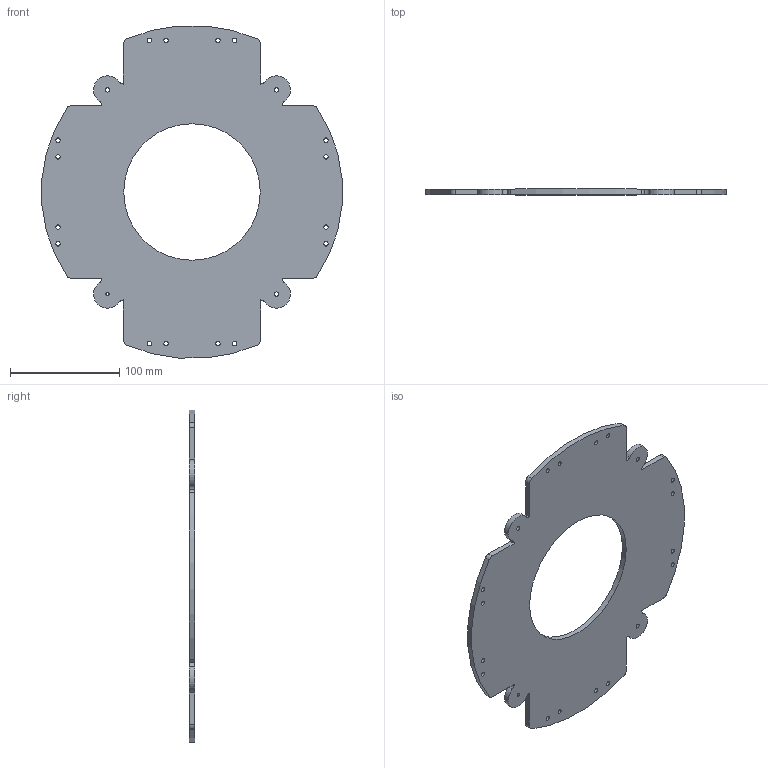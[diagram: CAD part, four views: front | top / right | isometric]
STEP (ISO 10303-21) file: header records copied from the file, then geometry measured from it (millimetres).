
FILE_DESCRIPTION(/* description */ (''),/* implementation_level */ '2;1');
FILE_NAME(/* name */ '1-Device base.step',/* time_stamp */ '2018-10-11T13:45:06+02:00',/* author */ ('Rodrigo HC'),/* organization */ (''),/* preprocessor_version */ 'ST-DEVELOPER v16.1',/* originating_system */ 'Autodesk Inventor 2016',/* authorisation */ '');
FILE_SCHEMA (('AUTOMOTIVE_DESIGN { 1 0 10303 214 3 1 1 }'));
Length unit declared in the file: millimetre
Products named in the file (1): baseTOTAL
Bounding box: 275.02 x 5 x 304.01 mm (x, y, z)
Volume: 242011.7 mm3; surface area: 105457.3 mm2
Topology: 1 solids, 1 shells, 55 faces, 159 edges, 106 vertices
Faces by surface type: cylinder 45, plane 10
Full cylindrical faces by diameter (mm): 3 x1, 4 x19, 125 x1
Entity records: 1866 total; most frequent: DIRECTION 340, CARTESIAN_POINT 300, ORIENTED_EDGE 276, AXIS2_PLACEMENT_3D 146, EDGE_CURVE 138, EDGE_LOOP 118, VERTEX_POINT 106, CIRCLE 90
